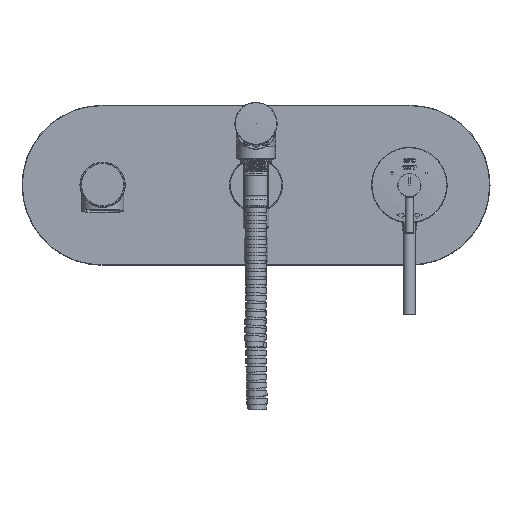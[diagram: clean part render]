
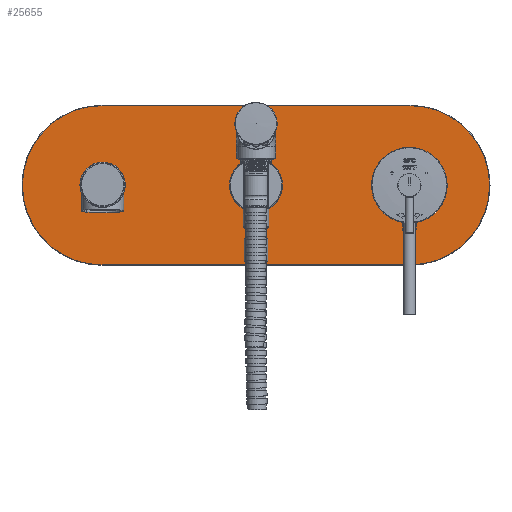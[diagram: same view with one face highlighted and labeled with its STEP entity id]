
A CAD part, top view. The second image highlights one B-rep face of the part: STEP entity #25655.
In plain terms, the highlighted planar face has unit normal (0, 0, 1).
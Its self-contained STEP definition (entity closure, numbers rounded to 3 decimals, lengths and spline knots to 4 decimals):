
#1533=FACE_BOUND('',#3938,.T.);
#1534=FACE_BOUND('',#3939,.T.);
#1535=FACE_BOUND('',#3940,.T.);
#1536=FACE_BOUND('',#3941,.T.);
#1537=FACE_BOUND('',#3942,.T.);
#1888=PLANE('',#27242);
#2422=FACE_OUTER_BOUND('',#3937,.T.);
#3937=EDGE_LOOP('',(#16050,#16051,#16052,#16053));
#3938=EDGE_LOOP('',(#16054));
#3939=EDGE_LOOP('',(#16055,#16056,#16057,#16058));
#3940=EDGE_LOOP('',(#16059,#16060,#16061,#16062));
#3941=EDGE_LOOP('',(#16063));
#3942=EDGE_LOOP('',(#16064));
#5678=LINE('',#37257,#6903);
#5682=LINE('',#37269,#6907);
#5686=LINE('',#37281,#6911);
#5690=LINE('',#37293,#6915);
#5694=LINE('',#37312,#6919);
#5695=LINE('',#37323,#6920);
#6903=VECTOR('',#30155,0.3937);
#6907=VECTOR('',#30167,0.3937);
#6911=VECTOR('',#30179,0.3937);
#6915=VECTOR('',#30191,0.3937);
#6919=VECTOR('',#30213,0.3937);
#6920=VECTOR('',#30226,0.3937);
#8125=CIRCLE('',#27206,0.4016);
#8128=CIRCLE('',#27211,0.0787);
#8130=CIRCLE('',#27215,0.0787);
#8132=CIRCLE('',#27219,0.0787);
#8134=CIRCLE('',#27223,0.0787);
#8135=CIRCLE('',#27225,0.2165);
#8140=CIRCLE('',#27232,2.0768);
#8144=CIRCLE('',#27238,2.0768);
#8146=CIRCLE('',#27243,0.9872);
#9622=VERTEX_POINT('',#37245);
#9626=VERTEX_POINT('',#37254);
#9627=VERTEX_POINT('',#37256);
#9629=VERTEX_POINT('',#37262);
#9631=VERTEX_POINT('',#37268);
#9634=VERTEX_POINT('',#37278);
#9635=VERTEX_POINT('',#37280);
#9637=VERTEX_POINT('',#37286);
#9639=VERTEX_POINT('',#37292);
#9640=VERTEX_POINT('',#37299);
#9642=VERTEX_POINT('',#37305);
#9645=VERTEX_POINT('',#37310);
#9647=VERTEX_POINT('',#37315);
#9649=VERTEX_POINT('',#37321);
#9653=VERTEX_POINT('',#37339);
#12171=EDGE_CURVE('',#9622,#9622,#8125,.T.);
#12176=EDGE_CURVE('',#9627,#9626,#5678,.T.);
#12179=EDGE_CURVE('',#9629,#9627,#8128,.T.);
#12182=EDGE_CURVE('',#9631,#9629,#5682,.T.);
#12185=EDGE_CURVE('',#9626,#9631,#8130,.T.);
#12188=EDGE_CURVE('',#9635,#9634,#5686,.T.);
#12191=EDGE_CURVE('',#9637,#9635,#8132,.T.);
#12194=EDGE_CURVE('',#9639,#9637,#5690,.T.);
#12197=EDGE_CURVE('',#9634,#9639,#8134,.T.);
#12198=EDGE_CURVE('',#9640,#9640,#8135,.T.);
#12204=EDGE_CURVE('',#9645,#9642,#5694,.T.);
#12206=EDGE_CURVE('',#9647,#9645,#8140,.T.);
#12209=EDGE_CURVE('',#9649,#9647,#5695,.T.);
#12212=EDGE_CURVE('',#9642,#9649,#8144,.T.);
#12218=EDGE_CURVE('',#9653,#9653,#8146,.T.);
#16050=ORIENTED_EDGE('',*,*,#12204,.F.);
#16051=ORIENTED_EDGE('',*,*,#12206,.F.);
#16052=ORIENTED_EDGE('',*,*,#12209,.F.);
#16053=ORIENTED_EDGE('',*,*,#12212,.F.);
#16054=ORIENTED_EDGE('',*,*,#12171,.T.);
#16055=ORIENTED_EDGE('',*,*,#12182,.T.);
#16056=ORIENTED_EDGE('',*,*,#12179,.T.);
#16057=ORIENTED_EDGE('',*,*,#12176,.T.);
#16058=ORIENTED_EDGE('',*,*,#12185,.T.);
#16059=ORIENTED_EDGE('',*,*,#12194,.T.);
#16060=ORIENTED_EDGE('',*,*,#12191,.T.);
#16061=ORIENTED_EDGE('',*,*,#12188,.T.);
#16062=ORIENTED_EDGE('',*,*,#12197,.T.);
#16063=ORIENTED_EDGE('',*,*,#12198,.T.);
#16064=ORIENTED_EDGE('',*,*,#12218,.T.);
#25655=ADVANCED_FACE('',(#2422,#1533,#1534,#1535,#1536,#1537),#1888,.T.);
#27206=AXIS2_PLACEMENT_3D('',#37246,#30146,#30147);
#27211=AXIS2_PLACEMENT_3D('',#37263,#30161,#30162);
#27215=AXIS2_PLACEMENT_3D('',#37273,#30173,#30174);
#27219=AXIS2_PLACEMENT_3D('',#37287,#30185,#30186);
#27223=AXIS2_PLACEMENT_3D('',#37297,#30197,#30198);
#27225=AXIS2_PLACEMENT_3D('',#37300,#30201,#30202);
#27232=AXIS2_PLACEMENT_3D('',#37317,#30218,#30219);
#27238=AXIS2_PLACEMENT_3D('',#37327,#30232,#30233);
#27242=AXIS2_PLACEMENT_3D('',#37338,#30244,#30245);
#27243=AXIS2_PLACEMENT_3D('',#37340,#30246,#30247);
#30146=DIRECTION('center_axis',(0.,0.,
-1.));
#30147=DIRECTION('ref_axis',(-1.,0.,0.));
#30155=DIRECTION('',(-1.,0.,0.));
#30161=DIRECTION('center_axis',(0.,0.,
-1.));
#30162=DIRECTION('ref_axis',(1.,0.,0.));
#30167=DIRECTION('',(1.,0.,0.));
#30173=DIRECTION('center_axis',(0.,0.,
-1.));
#30174=DIRECTION('ref_axis',(-1.,0.,0.));
#30179=DIRECTION('',(-1.,0.,0.));
#30185=DIRECTION('center_axis',(0.,0.,
-1.));
#30186=DIRECTION('ref_axis',(1.,0.,0.));
#30191=DIRECTION('',(1.,0.,0.));
#30197=DIRECTION('center_axis',(0.,0.,
-1.));
#30198=DIRECTION('ref_axis',(-1.,0.,0.));
#30201=DIRECTION('center_axis',(0.,0.,
-1.));
#30202=DIRECTION('ref_axis',(-1.,0.,0.));
#30213=DIRECTION('',(1.,0.,0.));
#30218=DIRECTION('center_axis',(0.,0.,
-1.));
#30219=DIRECTION('ref_axis',(-1.,0.,0.));
#30226=DIRECTION('',(-1.,0.,0.));
#30232=DIRECTION('center_axis',(0.,0.,
-1.));
#30233=DIRECTION('ref_axis',(1.,0.,0.));
#30244=DIRECTION('center_axis',(0.,0.,
1.));
#30245=DIRECTION('ref_axis',(1.,0.,0.));
#30246=DIRECTION('center_axis',(0.,0.,
-1.));
#30247=DIRECTION('ref_axis',(1.,0.,0.));
#37245=CARTESIAN_POINT('',(-3.5984,0.,0.0295));
#37246=CARTESIAN_POINT('Origin',(-4.,0.,
0.0295));
#37254=CARTESIAN_POINT('',(0.4528,-0.0787,0.0295));
#37256=CARTESIAN_POINT('',(0.5315,-0.0787,0.0295));
#37257=CARTESIAN_POINT('',(0.2657,-0.0787,0.0295));
#37262=CARTESIAN_POINT('',(0.5315,0.0787,0.0295));
#37263=CARTESIAN_POINT('Origin',(0.5315,0.,
0.0295));
#37268=CARTESIAN_POINT('',(0.4528,0.0787,0.0295));
#37269=CARTESIAN_POINT('',(0.2264,0.0787,0.0295));
#37273=CARTESIAN_POINT('Origin',(0.4528,0.,
0.0295));
#37278=CARTESIAN_POINT('',(-0.5315,-0.0787,0.0295));
#37280=CARTESIAN_POINT('',(-0.4528,-0.0787,0.0295));
#37281=CARTESIAN_POINT('',(-0.2264,-0.0787,0.0295));
#37286=CARTESIAN_POINT('',(-0.4528,0.0787,0.0295));
#37287=CARTESIAN_POINT('Origin',(-0.4528,0.,
0.0295));
#37292=CARTESIAN_POINT('',(-0.5315,0.0787,0.0295));
#37293=CARTESIAN_POINT('',(-0.2657,0.0787,0.0295));
#37297=CARTESIAN_POINT('Origin',(-0.5315,0.,
0.0295));
#37299=CARTESIAN_POINT('',(0.2165,0.,0.0295));
#37300=CARTESIAN_POINT('Origin',(0.,0.,
0.0295));
#37305=CARTESIAN_POINT('',(4.0157,2.0768,0.0295));
#37310=CARTESIAN_POINT('',(-4.0157,2.0768,0.0295));
#37312=CARTESIAN_POINT('',(3.0512,2.0768,0.0295));
#37315=CARTESIAN_POINT('',(-4.0157,-2.0768,0.0295));
#37317=CARTESIAN_POINT('Origin',(-4.0157,0.,
0.0295));
#37321=CARTESIAN_POINT('',(4.0157,-2.0768,0.0295));
#37323=CARTESIAN_POINT('',(-3.0512,-2.0768,0.0295));
#37327=CARTESIAN_POINT('Origin',(4.0157,0.,
0.0295));
#37338=CARTESIAN_POINT('Origin',(0.,0.,
0.0295));
#37339=CARTESIAN_POINT('',(3.0128,0.,0.0295));
#37340=CARTESIAN_POINT('Origin',(4.,0.,0.0295));
